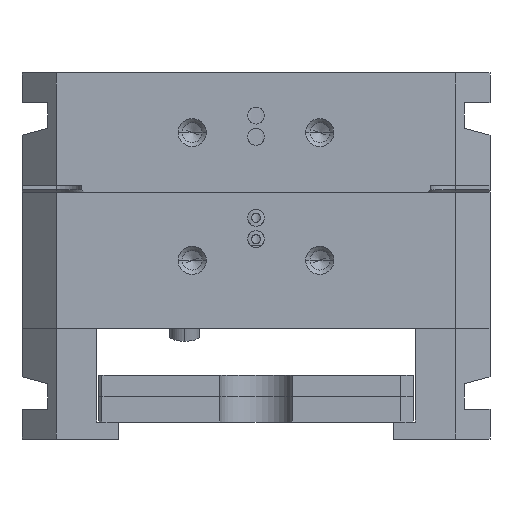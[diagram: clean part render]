
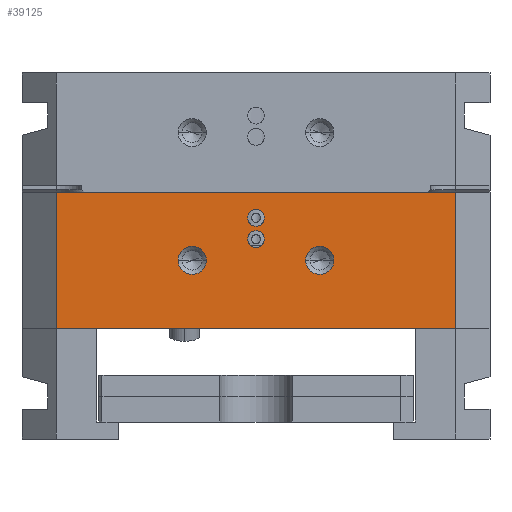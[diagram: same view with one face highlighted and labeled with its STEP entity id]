
A CAD part, front view. The second image highlights one B-rep face of the part: STEP entity #39125.
In plain terms, the highlighted planar face has unit normal (0, -1, 0).
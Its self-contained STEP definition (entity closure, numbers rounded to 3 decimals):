
#34762=DIRECTION('',(1.,0.,0.));
#34763=VECTOR('',#34762,132.143);
#34764=CARTESIAN_POINT('',(-245.,-265.,0.));
#34765=LINE('',#34764,#34763);
#34867=DIRECTION('',(1.,0.,0.));
#34868=VECTOR('',#34867,325.857);
#34869=CARTESIAN_POINT('',(-100.857,-265.,0.));
#34870=LINE('',#34869,#34868);
#34968=DIRECTION('',(1.,0.,0.));
#34969=VECTOR('',#34968,470.);
#34970=CARTESIAN_POINT('',(-245.,-265.,-160.));
#34971=LINE('',#34970,#34969);
#35802=DIRECTION('',(0.,0.,-1.));
#35803=VECTOR('',#35802,160.);
#35804=CARTESIAN_POINT('',(225.,-265.,0.));
#35805=LINE('',#35804,#35803);
#35806=CARTESIAN_POINT('',(-85.,-265.,-80.));
#35807=DIRECTION('',(0.,1.,0.));
#35808=DIRECTION('',(-1.,0.,0.));
#35809=AXIS2_PLACEMENT_3D('',#35806,#35807,#35808);
#35811=CARTESIAN_POINT('',(-85.,-265.,-80.));
#35812=DIRECTION('',(0.,1.,0.));
#35813=DIRECTION('',(1.,0.,0.));
#35814=AXIS2_PLACEMENT_3D('',#35811,#35812,#35813);
#35816=CARTESIAN_POINT('',(65.,-265.,-80.));
#35817=DIRECTION('',(0.,1.,0.));
#35818=DIRECTION('',(1.,0.,0.));
#35819=AXIS2_PLACEMENT_3D('',#35816,#35817,#35818);
#35821=CARTESIAN_POINT('',(65.,-265.,-80.));
#35822=DIRECTION('',(0.,1.,0.));
#35823=DIRECTION('',(-1.,0.,0.));
#35824=AXIS2_PLACEMENT_3D('',#35821,#35822,#35823);
#35826=DIRECTION('',(1.,0.,0.));
#35827=VECTOR('',#35826,12.);
#35828=CARTESIAN_POINT('',(-112.857,-265.,-0.1));
#35829=LINE('',#35828,#35827);
#35830=DIRECTION('',(0.,0.,-1.));
#35831=VECTOR('',#35830,0.1);
#35832=CARTESIAN_POINT('',(-100.857,-265.,0.));
#35833=LINE('',#35832,#35831);
#35834=DIRECTION('',(0.,0.,-1.));
#35835=VECTOR('',#35834,160.);
#35836=CARTESIAN_POINT('',(-245.,-265.,0.));
#35837=LINE('',#35836,#35835);
#35838=DIRECTION('',(0.,0.,-1.));
#35839=VECTOR('',#35838,0.1);
#35840=CARTESIAN_POINT('',(-112.857,-265.,0.));
#35841=LINE('',#35840,#35839);
#35842=CARTESIAN_POINT('',(-10.,-265.,-30.));
#35843=DIRECTION('',(0.,-1.,0.));
#35844=DIRECTION('',(1.,0.,0.));
#35845=AXIS2_PLACEMENT_3D('',#35842,#35843,#35844);
#35847=CARTESIAN_POINT('',(-10.,-265.,-30.));
#35848=DIRECTION('',(0.,-1.,0.));
#35849=DIRECTION('',(-1.,0.,0.));
#35850=AXIS2_PLACEMENT_3D('',#35847,#35848,#35849);
#35852=CARTESIAN_POINT('',(-10.,-265.,-55.));
#35853=DIRECTION('',(0.,-1.,0.));
#35854=DIRECTION('',(1.,0.,0.));
#35855=AXIS2_PLACEMENT_3D('',#35852,#35853,#35854);
#35857=CARTESIAN_POINT('',(-10.,-265.,-55.));
#35858=DIRECTION('',(0.,-1.,0.));
#35859=DIRECTION('',(-1.,0.,0.));
#35860=AXIS2_PLACEMENT_3D('',#35857,#35858,#35859);
#37230=CARTESIAN_POINT('',(-245.,-265.,0.));
#37232=VERTEX_POINT('',#37230);
#37233=CARTESIAN_POINT('',(225.,-265.,0.));
#37235=VERTEX_POINT('',#37233);
#37265=CARTESIAN_POINT('',(-245.,-265.,-160.));
#37266=VERTEX_POINT('',#37265);
#37267=CARTESIAN_POINT('',(225.,-265.,-160.));
#37268=VERTEX_POINT('',#37267);
#37351=CARTESIAN_POINT('',(-101.5,-265.,-80.));
#37352=CARTESIAN_POINT('',(-68.5,-265.,-80.));
#37353=VERTEX_POINT('',#37351);
#37354=VERTEX_POINT('',#37352);
#37359=CARTESIAN_POINT('',(81.5,-265.,-80.));
#37360=CARTESIAN_POINT('',(48.5,-265.,-80.));
#37361=VERTEX_POINT('',#37359);
#37362=VERTEX_POINT('',#37360);
#37871=CARTESIAN_POINT('',(-112.857,-265.,0.));
#37873=VERTEX_POINT('',#37871);
#37875=CARTESIAN_POINT('',(-100.857,-265.,0.));
#37877=VERTEX_POINT('',#37875);
#37883=CARTESIAN_POINT('',(-112.857,-265.,-0.1));
#37884=CARTESIAN_POINT('',(-100.857,-265.,-0.1));
#37885=VERTEX_POINT('',#37883);
#37886=VERTEX_POINT('',#37884);
#37927=CARTESIAN_POINT('',(0.,-265.,-30.));
#37928=CARTESIAN_POINT('',(-20.,-265.,-30.));
#37929=VERTEX_POINT('',#37927);
#37930=VERTEX_POINT('',#37928);
#37931=CARTESIAN_POINT('',(0.,-265.,-55.));
#37932=CARTESIAN_POINT('',(-20.,-265.,-55.));
#37933=VERTEX_POINT('',#37931);
#37934=VERTEX_POINT('',#37932);
#39083=CARTESIAN_POINT('',(-245.,-265.,0.));
#39084=DIRECTION('',(0.,-1.,0.));
#39085=DIRECTION('',(1.,0.,0.));
#39086=AXIS2_PLACEMENT_3D('',#39083,#39084,#39085);
#39087=PLANE('',#39086);
#39088=ORIENTED_EDGE('',*,*,#38806,.T.);
#39090=ORIENTED_EDGE('',*,*,#39089,.F.);
#39091=ORIENTED_EDGE('',*,*,#38086,.T.);
#39092=ORIENTED_EDGE('',*,*,#39078,.T.);
#39093=ORIENTED_EDGE('',*,*,#38160,.F.);
#39095=ORIENTED_EDGE('',*,*,#39094,.F.);
#39096=ORIENTED_EDGE('',*,*,#37982,.T.);
#39098=ORIENTED_EDGE('',*,*,#39097,.T.);
#39099=EDGE_LOOP('',(#39088,#39090,#39091,#39092,#39093,#39095,#39096,#39098));
#39100=FACE_OUTER_BOUND('',#39099,.F.);
#39102=ORIENTED_EDGE('',*,*,#39101,.F.);
#39104=ORIENTED_EDGE('',*,*,#39103,.F.);
#39105=EDGE_LOOP('',(#39102,#39104));
#39106=FACE_BOUND('',#39105,.F.);
#39108=ORIENTED_EDGE('',*,*,#39107,.F.);
#39110=ORIENTED_EDGE('',*,*,#39109,.F.);
#39111=EDGE_LOOP('',(#39108,#39110));
#39112=FACE_BOUND('',#39111,.F.);
#39114=ORIENTED_EDGE('',*,*,#39113,.T.);
#39116=ORIENTED_EDGE('',*,*,#39115,.T.);
#39117=EDGE_LOOP('',(#39114,#39116));
#39118=FACE_BOUND('',#39117,.F.);
#39120=ORIENTED_EDGE('',*,*,#39119,.T.);
#39122=ORIENTED_EDGE('',*,*,#39121,.T.);
#39123=EDGE_LOOP('',(#39120,#39122));
#39124=FACE_BOUND('',#39123,.F.);
#39125=ADVANCED_FACE('',(#39100,#39106,#39112,#39118,#39124),#39087,.T.);
#35810=CIRCLE('',#35809,16.5);
#35815=CIRCLE('',#35814,16.5);
#35820=CIRCLE('',#35819,16.5);
#35825=CIRCLE('',#35824,16.5);
#35846=CIRCLE('',#35845,10.);
#35851=CIRCLE('',#35850,10.);
#35856=CIRCLE('',#35855,10.);
#35861=CIRCLE('',#35860,10.);
#37982=EDGE_CURVE('',#37232,#37873,#34765,.T.);
#38086=EDGE_CURVE('',#37877,#37235,#34870,.T.);
#38160=EDGE_CURVE('',#37266,#37268,#34971,.T.);
#38806=EDGE_CURVE('',#37885,#37886,#35829,.T.);
#39078=EDGE_CURVE('',#37235,#37268,#35805,.T.);
#39089=EDGE_CURVE('',#37877,#37886,#35833,.T.);
#39094=EDGE_CURVE('',#37232,#37266,#35837,.T.);
#39097=EDGE_CURVE('',#37873,#37885,#35841,.T.);
#39101=EDGE_CURVE('',#37361,#37362,#35820,.T.);
#39103=EDGE_CURVE('',#37362,#37361,#35825,.T.);
#39107=EDGE_CURVE('',#37353,#37354,#35810,.T.);
#39109=EDGE_CURVE('',#37354,#37353,#35815,.T.);
#39113=EDGE_CURVE('',#37929,#37930,#35846,.T.);
#39115=EDGE_CURVE('',#37930,#37929,#35851,.T.);
#39119=EDGE_CURVE('',#37933,#37934,#35856,.T.);
#39121=EDGE_CURVE('',#37934,#37933,#35861,.T.);
